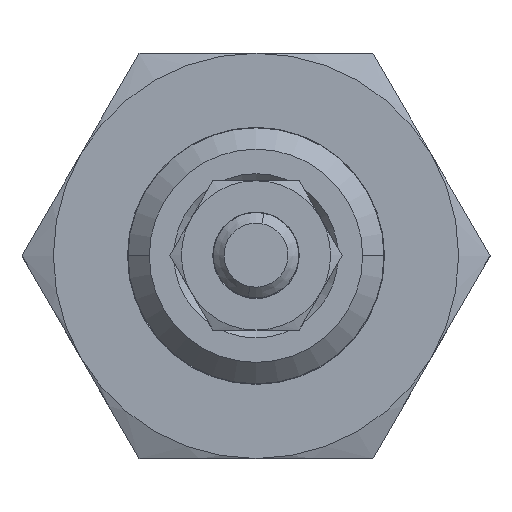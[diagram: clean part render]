
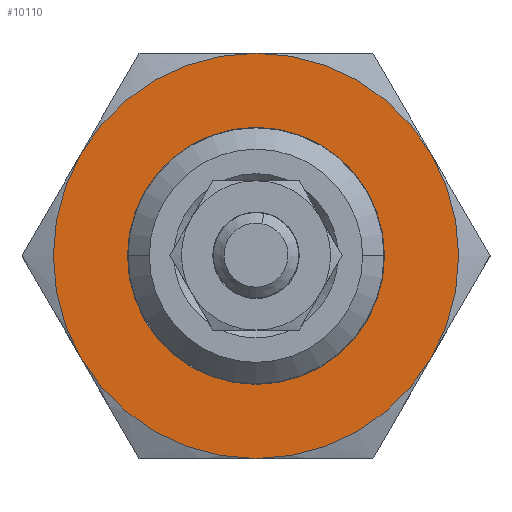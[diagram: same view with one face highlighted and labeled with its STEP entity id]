
A CAD part, top view. The second image highlights one B-rep face of the part: STEP entity #10110.
In plain terms, the highlighted planar face has unit normal (0, 0, 1).
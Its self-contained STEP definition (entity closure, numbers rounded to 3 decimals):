
#4 = VERTEX_POINT ( 'NONE', #4775 ) ;
#19 = VERTEX_POINT ( 'NONE', #4712 ) ;
#81 = DIRECTION ( 'NONE',  ( 0.866, -0.5, 0. ) ) ;
#317 = DIRECTION ( 'NONE',  ( 0.866, -0.5, 0. ) ) ;
#632 = EDGE_CURVE ( 'NONE', #19, #3273, #1221, .T. ) ;
#648 = DIRECTION ( 'NONE',  ( 0., 0., -1. ) ) ;
#660 = DIRECTION ( 'NONE',  ( 0.866, -0.5, 0. ) ) ;
#707 = DIRECTION ( 'NONE',  ( 0.866, -0.5, 0. ) ) ;
#969 = EDGE_CURVE ( 'NONE', #7741, #11152, #9130, .T. ) ;
#1048 = PLANE ( 'NONE',  #11184 ) ;
#1221 = CIRCLE ( 'NONE', #4174, 9.5 ) ;
#1232 = CARTESIAN_POINT ( 'NONE',  ( 0., 0., 65. ) ) ;
#1304 = ORIENTED_EDGE ( 'NONE', *, *, #5527, .T. ) ;
#1733 = ORIENTED_EDGE ( 'NONE', *, *, #969, .T. ) ;
#2042 = VERTEX_POINT ( 'NONE', #7196 ) ;
#2173 = EDGE_CURVE ( 'NONE', #2042, #4, #9351, .T. ) ;
#2267 = CIRCLE ( 'NONE', #2465, 9.5 ) ;
#2465 = AXIS2_PLACEMENT_3D ( 'NONE', #1232, #7450, #11052 ) ;
#2494 = ORIENTED_EDGE ( 'NONE', *, *, #3387, .F. ) ;
#2643 = AXIS2_PLACEMENT_3D ( 'NONE', #5169, #6083, #9412 ) ;
#2667 = CARTESIAN_POINT ( 'NONE',  ( 0., 0., 65. ) ) ;
#2745 = EDGE_LOOP ( 'NONE', ( #2494, #7289, #3363, #4097, #10824, #3793 ) ) ;
#2786 = DIRECTION ( 'NONE',  ( 0.866, -0.5, 0. ) ) ;
#2816 = CARTESIAN_POINT ( 'NONE',  ( 0., 0., 65. ) ) ;
#2852 = CARTESIAN_POINT ( 'NONE',  ( -5.218, 3.013, 65. ) ) ;
#2879 = DIRECTION ( 'NONE',  ( 0., 0., -1. ) ) ;
#2981 = AXIS2_PLACEMENT_3D ( 'NONE', #2816, #6192, #317 ) ;
#3044 = CARTESIAN_POINT ( 'NONE',  ( -8.227, 4.75, 65. ) ) ;
#3273 = VERTEX_POINT ( 'NONE', #7029 ) ;
#3363 = ORIENTED_EDGE ( 'NONE', *, *, #632, .F. ) ;
#3387 = EDGE_CURVE ( 'NONE', #8920, #2042, #9349, .T. ) ;
#3411 = CARTESIAN_POINT ( 'NONE',  ( 0., 0., 65. ) ) ;
#3743 = CIRCLE ( 'NONE', #2643, 9.5 ) ;
#3793 = ORIENTED_EDGE ( 'NONE', *, *, #2173, .F. ) ;
#4097 = ORIENTED_EDGE ( 'NONE', *, *, #9726, .F. ) ;
#4174 = AXIS2_PLACEMENT_3D ( 'NONE', #5037, #8538, #660 ) ;
#4712 = CARTESIAN_POINT ( 'NONE',  ( 0., 9.5, 65. ) ) ;
#4749 = AXIS2_PLACEMENT_3D ( 'NONE', #6606, #2879, #9191 ) ;
#4775 = CARTESIAN_POINT ( 'NONE',  ( -8.227, -4.75, 65. ) ) ;
#4803 = EDGE_LOOP ( 'NONE', ( #1304, #1733 ) ) ;
#5037 = CARTESIAN_POINT ( 'NONE',  ( 0., 0., 65. ) ) ;
#5169 = CARTESIAN_POINT ( 'NONE',  ( 0., 0., 65. ) ) ;
#5527 = EDGE_CURVE ( 'NONE', #11152, #7741, #6100, .T. ) ;
#6083 = DIRECTION ( 'NONE',  ( 0., 0., -1. ) ) ;
#6100 = CIRCLE ( 'NONE', #2981, 6.025 ) ;
#6155 = DIRECTION ( 'NONE',  ( 0., 0., -1. ) ) ;
#6161 = CARTESIAN_POINT ( 'NONE',  ( 8.227, -4.75, 65. ) ) ;
#6164 = DIRECTION ( 'NONE',  ( 0., 0., -1. ) ) ;
#6192 = DIRECTION ( 'NONE',  ( 0., 0., -1. ) ) ;
#6606 = CARTESIAN_POINT ( 'NONE',  ( 0., 0., 65. ) ) ;
#6748 = EDGE_CURVE ( 'NONE', #3273, #8920, #3743, .T. ) ;
#6957 = AXIS2_PLACEMENT_3D ( 'NONE', #9792, #9842, #81 ) ;
#7012 = EDGE_CURVE ( 'NONE', #4, #9456, #2267, .T. ) ;
#7029 = CARTESIAN_POINT ( 'NONE',  ( 8.227, 4.75, 65. ) ) ;
#7196 = CARTESIAN_POINT ( 'NONE',  ( 0., -9.5, 65. ) ) ;
#7289 = ORIENTED_EDGE ( 'NONE', *, *, #6748, .F. ) ;
#7450 = DIRECTION ( 'NONE',  ( 0., 0., -1. ) ) ;
#7741 = VERTEX_POINT ( 'NONE', #8443 ) ;
#8443 = CARTESIAN_POINT ( 'NONE',  ( 5.218, -3.012, 65. ) ) ;
#8538 = DIRECTION ( 'NONE',  ( 0., 0., -1. ) ) ;
#8920 = VERTEX_POINT ( 'NONE', #6161 ) ;
#9130 = CIRCLE ( 'NONE', #10599, 6.025 ) ;
#9191 = DIRECTION ( 'NONE',  ( 0.866, -0.5, 0. ) ) ;
#9349 = CIRCLE ( 'NONE', #10264, 9.5 ) ;
#9351 = CIRCLE ( 'NONE', #4749, 9.5 ) ;
#9412 = DIRECTION ( 'NONE',  ( 0.866, -0.5, 0. ) ) ;
#9456 = VERTEX_POINT ( 'NONE', #3044 ) ;
#9605 = CARTESIAN_POINT ( 'NONE',  ( 0., 0., 65. ) ) ;
#9722 = FACE_BOUND ( 'NONE', #4803, .T. ) ;
#9726 = EDGE_CURVE ( 'NONE', #9456, #19, #10052, .T. ) ;
#9792 = CARTESIAN_POINT ( 'NONE',  ( 0., 0., 65. ) ) ;
#9842 = DIRECTION ( 'NONE',  ( 0., 0., -1. ) ) ;
#10052 = CIRCLE ( 'NONE', #6957, 9.5 ) ;
#10110 = ADVANCED_FACE ( 'NONE', ( #9722, #10640 ), #1048, .F. ) ;
#10264 = AXIS2_PLACEMENT_3D ( 'NONE', #9605, #6155, #10796 ) ;
#10599 = AXIS2_PLACEMENT_3D ( 'NONE', #3411, #648, #707 ) ;
#10640 = FACE_OUTER_BOUND ( 'NONE', #2745, .T. ) ;
#10796 = DIRECTION ( 'NONE',  ( 0.866, -0.5, 0. ) ) ;
#10824 = ORIENTED_EDGE ( 'NONE', *, *, #7012, .F. ) ;
#11052 = DIRECTION ( 'NONE',  ( 0.866, -0.5, 0. ) ) ;
#11152 = VERTEX_POINT ( 'NONE', #2852 ) ;
#11184 = AXIS2_PLACEMENT_3D ( 'NONE', #2667, #6164, #2786 ) ;
